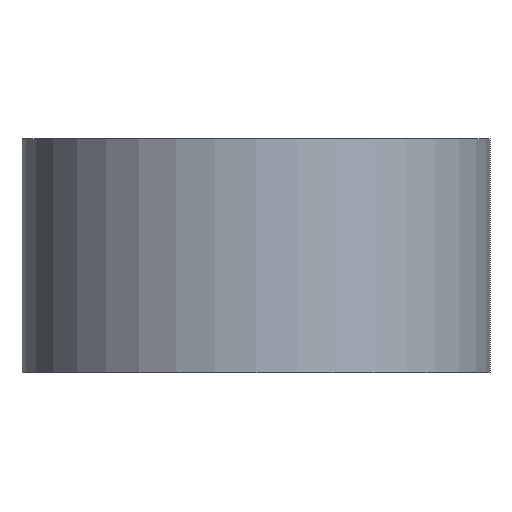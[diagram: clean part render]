
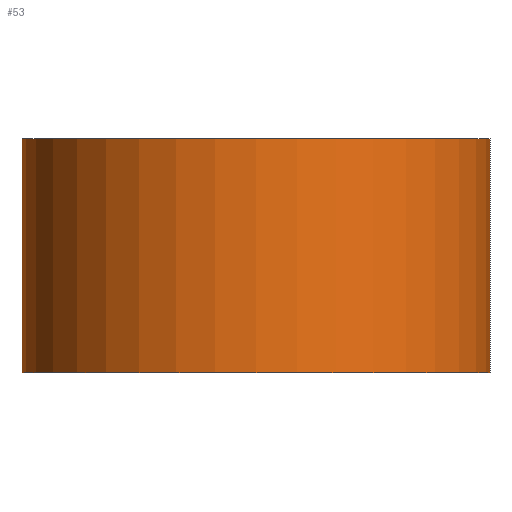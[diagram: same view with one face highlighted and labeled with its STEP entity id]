
A CAD part, front view. The second image highlights one B-rep face of the part: STEP entity #53.
In plain terms, the highlighted cylindrical face has radius 30 mm (diameter 60 mm), a partial arc.
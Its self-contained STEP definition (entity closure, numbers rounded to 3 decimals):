
#11 = ORIENTED_EDGE ( 'NONE', *, *, #134, .T. ) ;
#35 = AXIS2_PLACEMENT_3D ( 'NONE', #487, #355, #182 ) ;
#36 = CARTESIAN_POINT ( 'NONE',  ( 0., 0., 0. ) ) ;
#45 = ORIENTED_EDGE ( 'NONE', *, *, #494, .F. ) ;
#50 = VERTEX_POINT ( 'NONE', #128 ) ;
#53 = ADVANCED_FACE ( 'NONE', ( #523 ), #304, .T. ) ;
#57 = AXIS2_PLACEMENT_3D ( 'NONE', #36, #445, #497 ) ;
#82 = EDGE_CURVE ( 'NONE', #50, #167, #530, .T. ) ;
#84 = DIRECTION ( 'NONE',  ( 0., 0., 1. ) ) ;
#88 = EDGE_CURVE ( 'NONE', #50, #383, #89, .T. ) ;
#89 = LINE ( 'NONE', #536, #430 ) ;
#128 = CARTESIAN_POINT ( 'NONE',  ( -30., 0., -30. ) ) ;
#134 = EDGE_CURVE ( 'NONE', #167, #379, #495, .T. ) ;
#139 = DIRECTION ( 'NONE',  ( 0., 0., 1. ) ) ;
#148 = AXIS2_PLACEMENT_3D ( 'NONE', #481, #84, #395 ) ;
#156 = CIRCLE ( 'NONE', #57, 30. ) ;
#167 = VERTEX_POINT ( 'NONE', #241 ) ;
#182 = DIRECTION ( 'NONE',  ( 1., 0., 0. ) ) ;
#241 = CARTESIAN_POINT ( 'NONE',  ( 30., 0., -30. ) ) ;
#271 = DIRECTION ( 'NONE',  ( 0., 0., 1. ) ) ;
#288 = ORIENTED_EDGE ( 'NONE', *, *, #82, .T. ) ;
#304 = CYLINDRICAL_SURFACE ( 'NONE', #148, 30. ) ;
#320 = EDGE_LOOP ( 'NONE', ( #461, #288, #11, #45 ) ) ;
#355 = DIRECTION ( 'NONE',  ( 0., 0., 1. ) ) ;
#379 = VERTEX_POINT ( 'NONE', #548 ) ;
#382 = CARTESIAN_POINT ( 'NONE',  ( -30., 0., 0. ) ) ;
#383 = VERTEX_POINT ( 'NONE', #382 ) ;
#395 = DIRECTION ( 'NONE',  ( 1., 0., 0. ) ) ;
#430 = VECTOR ( 'NONE', #271, 1000. ) ;
#442 = CARTESIAN_POINT ( 'NONE',  ( 30., 0., 0. ) ) ;
#445 = DIRECTION ( 'NONE',  ( 0., 0., 1. ) ) ;
#461 = ORIENTED_EDGE ( 'NONE', *, *, #88, .F. ) ;
#478 = VECTOR ( 'NONE', #139, 1000. ) ;
#481 = CARTESIAN_POINT ( 'NONE',  ( 0., 0., 0. ) ) ;
#487 = CARTESIAN_POINT ( 'NONE',  ( 0., 0., -30. ) ) ;
#494 = EDGE_CURVE ( 'NONE', #383, #379, #156, .T. ) ;
#495 = LINE ( 'NONE', #442, #478 ) ;
#497 = DIRECTION ( 'NONE',  ( 1., 0., 0. ) ) ;
#523 = FACE_OUTER_BOUND ( 'NONE', #320, .T. ) ;
#530 = CIRCLE ( 'NONE', #35, 30. ) ;
#536 = CARTESIAN_POINT ( 'NONE',  ( -30., 0., 0. ) ) ;
#548 = CARTESIAN_POINT ( 'NONE',  ( 30., 0., 0. ) ) ;
